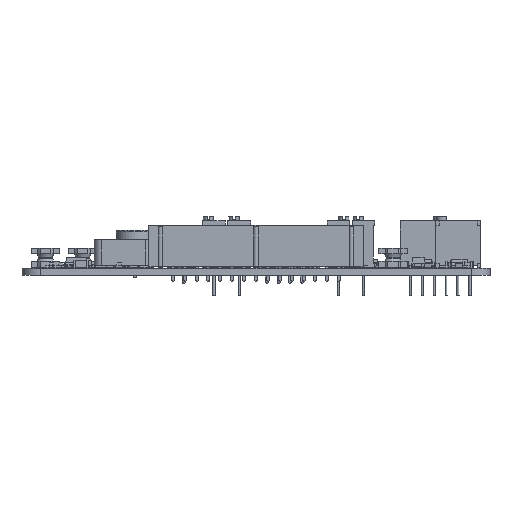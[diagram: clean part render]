
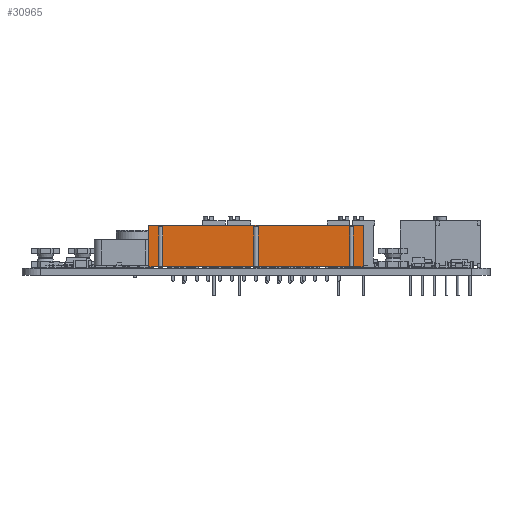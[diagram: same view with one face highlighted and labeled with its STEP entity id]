
A CAD part, left-side view. The second image highlights one B-rep face of the part: STEP entity #30965.
In plain terms, the highlighted face is planar.
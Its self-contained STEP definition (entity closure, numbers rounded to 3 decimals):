
#29447 = EDGE_CURVE('',#29448,#29450,#29452,.T.);
#29448 = VERTEX_POINT('',#29449);
#29449 = CARTESIAN_POINT('',(5.695,5.1,0.25));
#29450 = VERTEX_POINT('',#29451);
#29451 = CARTESIAN_POINT('',(5.695,5.1,9.1));
#29452 = LINE('',#29453,#29454);
#29453 = CARTESIAN_POINT('',(5.695,5.1,0.25));
#29454 = VECTOR('',#29455,1.);
#29455 = DIRECTION('',(0.,0.,1.));
#29512 = VERTEX_POINT('',#29513);
#29513 = CARTESIAN_POINT('',(5.695,-40.66,9.1));
#29519 = EDGE_CURVE('',#29512,#29450,#29520,.T.);
#29520 = LINE('',#29521,#29522);
#29521 = CARTESIAN_POINT('',(5.695,-40.66,9.1));
#29522 = VECTOR('',#29523,1.);
#29523 = DIRECTION('',(0.,1.,0.));
#29720 = VERTEX_POINT('',#29721);
#29721 = CARTESIAN_POINT('',(5.695,-40.66,0.25));
#29727 = EDGE_CURVE('',#29720,#29512,#29728,.T.);
#29728 = LINE('',#29729,#29730);
#29729 = CARTESIAN_POINT('',(5.695,-40.66,0.25));
#29730 = VECTOR('',#29731,1.);
#29731 = DIRECTION('',(0.,0.,1.));
#29767 = EDGE_CURVE('',#29768,#29448,#29770,.T.);
#29768 = VERTEX_POINT('',#29769);
#29769 = CARTESIAN_POINT('',(5.695,3.033,0.25));
#29770 = LINE('',#29771,#29772);
#29771 = CARTESIAN_POINT('',(5.695,-40.66,0.25));
#29772 = VECTOR('',#29773,1.);
#29773 = DIRECTION('',(0.,1.,0.));
#29785 = VERTEX_POINT('',#29786);
#29786 = CARTESIAN_POINT('',(5.695,2.167,0.25));
#29793 = EDGE_CURVE('',#29794,#29785,#29796,.T.);
#29794 = VERTEX_POINT('',#29795);
#29795 = CARTESIAN_POINT('',(5.695,-17.347,0.25));
#29796 = LINE('',#29797,#29798);
#29797 = CARTESIAN_POINT('',(5.695,-40.66,0.25));
#29798 = VECTOR('',#29799,1.);
#29799 = DIRECTION('',(0.,1.,0.));
#29811 = VERTEX_POINT('',#29812);
#29812 = CARTESIAN_POINT('',(5.695,-18.213,0.25));
#29819 = EDGE_CURVE('',#29820,#29811,#29822,.T.);
#29820 = VERTEX_POINT('',#29821);
#29821 = CARTESIAN_POINT('',(5.695,-37.727,0.25));
#29822 = LINE('',#29823,#29824);
#29823 = CARTESIAN_POINT('',(5.695,-40.66,0.25));
#29824 = VECTOR('',#29825,1.);
#29825 = DIRECTION('',(0.,1.,0.));
#29837 = VERTEX_POINT('',#29838);
#29838 = CARTESIAN_POINT('',(5.695,-38.593,0.25));
#29845 = EDGE_CURVE('',#29720,#29837,#29846,.T.);
#29846 = LINE('',#29847,#29848);
#29847 = CARTESIAN_POINT('',(5.695,-40.66,0.25));
#29848 = VECTOR('',#29849,1.);
#29849 = DIRECTION('',(0.,1.,0.));
#30965 = ADVANCED_FACE('',(#30966),#31041,.T.);
#30966 = FACE_BOUND('',#30967,.T.);
#30967 = EDGE_LOOP('',(#30968,#30969,#30970,#30978,#30986,#30992,#30993,
    #31001,#31009,#31015,#31016,#31024,#31032,#31038,#31039,#31040));
#30968 = ORIENTED_EDGE('',*,*,#29727,.F.);
#30969 = ORIENTED_EDGE('',*,*,#29845,.T.);
#30970 = ORIENTED_EDGE('',*,*,#30971,.F.);
#30971 = EDGE_CURVE('',#30972,#29837,#30974,.T.);
#30972 = VERTEX_POINT('',#30973);
#30973 = CARTESIAN_POINT('',(5.695,-38.593,8.75));
#30974 = LINE('',#30975,#30976);
#30975 = CARTESIAN_POINT('',(5.695,-38.593,0.25));
#30976 = VECTOR('',#30977,1.);
#30977 = DIRECTION('',(-0.,-0.,-1.));
#30978 = ORIENTED_EDGE('',*,*,#30979,.F.);
#30979 = EDGE_CURVE('',#30980,#30972,#30982,.T.);
#30980 = VERTEX_POINT('',#30981);
#30981 = CARTESIAN_POINT('',(5.695,-37.727,8.75));
#30982 = LINE('',#30983,#30984);
#30983 = CARTESIAN_POINT('',(5.695,-27.97,8.75));
#30984 = VECTOR('',#30985,1.);
#30985 = DIRECTION('',(0.,-1.,0.));
#30986 = ORIENTED_EDGE('',*,*,#30987,.T.);
#30987 = EDGE_CURVE('',#30980,#29820,#30988,.T.);
#30988 = LINE('',#30989,#30990);
#30989 = CARTESIAN_POINT('',(5.695,-37.727,0.25));
#30990 = VECTOR('',#30991,1.);
#30991 = DIRECTION('',(-0.,-0.,-1.));
#30992 = ORIENTED_EDGE('',*,*,#29819,.T.);
#30993 = ORIENTED_EDGE('',*,*,#30994,.F.);
#30994 = EDGE_CURVE('',#30995,#29811,#30997,.T.);
#30995 = VERTEX_POINT('',#30996);
#30996 = CARTESIAN_POINT('',(5.695,-18.213,8.75));
#30997 = LINE('',#30998,#30999);
#30998 = CARTESIAN_POINT('',(5.695,-18.213,0.25));
#30999 = VECTOR('',#31000,1.);
#31000 = DIRECTION('',(-0.,-0.,-1.));
#31001 = ORIENTED_EDGE('',*,*,#31002,.F.);
#31002 = EDGE_CURVE('',#31003,#30995,#31005,.T.);
#31003 = VERTEX_POINT('',#31004);
#31004 = CARTESIAN_POINT('',(5.695,-17.347,8.75));
#31005 = LINE('',#31006,#31007);
#31006 = CARTESIAN_POINT('',(5.695,-17.78,8.75));
#31007 = VECTOR('',#31008,1.);
#31008 = DIRECTION('',(0.,-1.,0.));
#31009 = ORIENTED_EDGE('',*,*,#31010,.T.);
#31010 = EDGE_CURVE('',#31003,#29794,#31011,.T.);
#31011 = LINE('',#31012,#31013);
#31012 = CARTESIAN_POINT('',(5.695,-17.347,0.25));
#31013 = VECTOR('',#31014,1.);
#31014 = DIRECTION('',(-0.,-0.,-1.));
#31015 = ORIENTED_EDGE('',*,*,#29793,.T.);
#31016 = ORIENTED_EDGE('',*,*,#31017,.F.);
#31017 = EDGE_CURVE('',#31018,#29785,#31020,.T.);
#31018 = VERTEX_POINT('',#31019);
#31019 = CARTESIAN_POINT('',(5.695,2.167,8.75));
#31020 = LINE('',#31021,#31022);
#31021 = CARTESIAN_POINT('',(5.695,2.167,0.25));
#31022 = VECTOR('',#31023,1.);
#31023 = DIRECTION('',(-0.,-0.,-1.));
#31024 = ORIENTED_EDGE('',*,*,#31025,.F.);
#31025 = EDGE_CURVE('',#31026,#31018,#31028,.T.);
#31026 = VERTEX_POINT('',#31027);
#31027 = CARTESIAN_POINT('',(5.695,3.033,8.75));
#31028 = LINE('',#31029,#31030);
#31029 = CARTESIAN_POINT('',(5.695,-7.59,8.75));
#31030 = VECTOR('',#31031,1.);
#31031 = DIRECTION('',(0.,-1.,0.));
#31032 = ORIENTED_EDGE('',*,*,#31033,.T.);
#31033 = EDGE_CURVE('',#31026,#29768,#31034,.T.);
#31034 = LINE('',#31035,#31036);
#31035 = CARTESIAN_POINT('',(5.695,3.033,0.25));
#31036 = VECTOR('',#31037,1.);
#31037 = DIRECTION('',(-0.,-0.,-1.));
#31038 = ORIENTED_EDGE('',*,*,#29767,.T.);
#31039 = ORIENTED_EDGE('',*,*,#29447,.T.);
#31040 = ORIENTED_EDGE('',*,*,#29519,.F.);
#31041 = PLANE('',#31042);
#31042 = AXIS2_PLACEMENT_3D('',#31043,#31044,#31045);
#31043 = CARTESIAN_POINT('',(5.695,-17.78,4.675));
#31044 = DIRECTION('',(1.,0.,0.));
#31045 = DIRECTION('',(0.,0.,1.));
